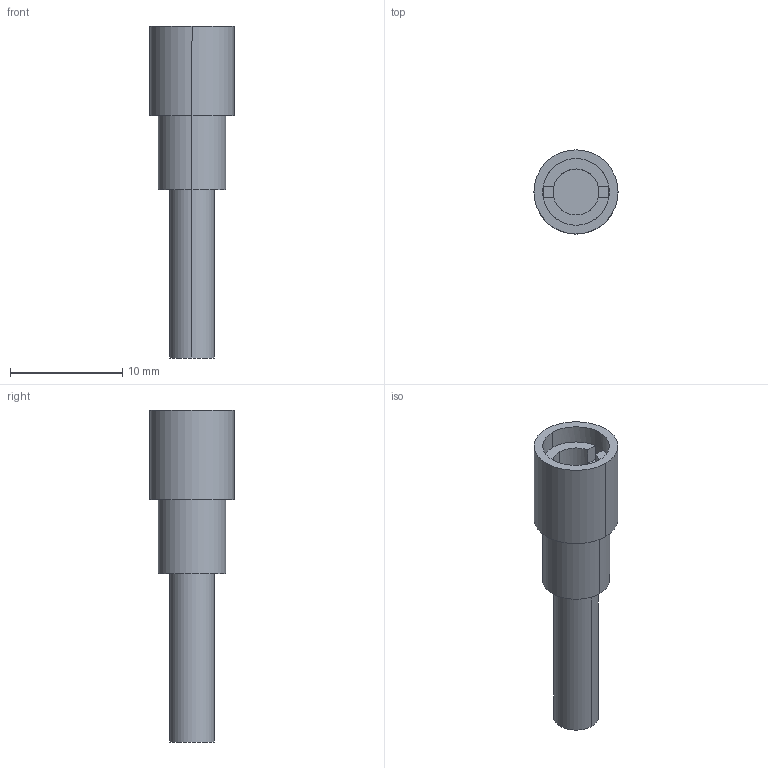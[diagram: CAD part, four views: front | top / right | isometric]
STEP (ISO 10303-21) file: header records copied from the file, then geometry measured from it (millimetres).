
FILE_DESCRIPTION(('Creo Elements/Direct Modeling STEP Export'),'2;1');
FILE_NAME('model.stp','2021-04-08T 0:17:11',(''),(''),'Creo Elements/Direct Modeling STEP processor for AP214 (Solid Model)','Creo Elements/Direct Modeling 20.1D 10-Oct-2020 (C) Parametric Technology GmbH','');
FILE_SCHEMA(('AUTOMOTIVE_DESIGN { 1 0 10303 214 1 1 1 1 }'));
Length unit declared in the file: millimetre
Products named in the file (2): PSBJ-4-15-6-WH-SELECT
Assembly tree (1 placements, depth 2):
  PSBJ-4-15-6-WH-SELECT
    PSBJ-4-15-6-WH-SELECT
Bounding box: 7.5 x 7.5 x 29.6 mm (x, y, z)
Volume: 547.8 mm3; surface area: 755.1 mm2
Topology: 1 solids, 1 shells, 23 faces, 54 edges, 36 vertices
Faces by surface type: plane 13, cylinder 10
Entity records: 812 total; most frequent: ORIENTED_EDGE 108, CARTESIAN_POINT 96, DIRECTION 96, EDGE_CURVE 54, AXIS2_PLACEMENT_3D 36, VERTEX_POINT 36, EDGE_LOOP 26, COLOUR_RGB 24
